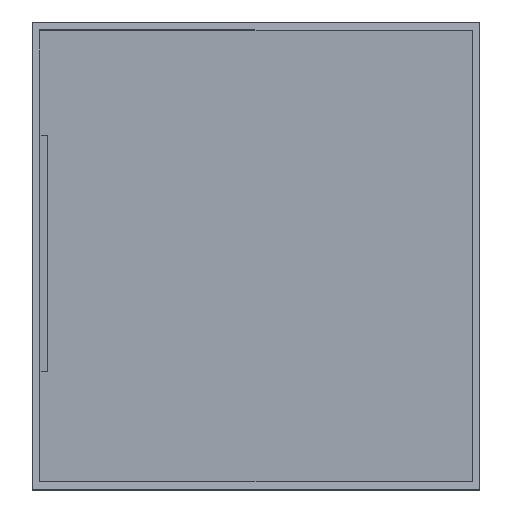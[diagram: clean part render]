
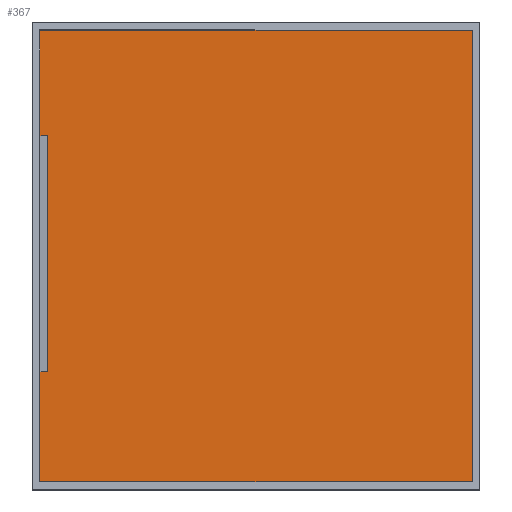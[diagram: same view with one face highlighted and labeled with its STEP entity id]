
A CAD part, top view. The second image highlights one B-rep face of the part: STEP entity #367.
In plain terms, the highlighted planar face has unit normal (0, 0, 1).
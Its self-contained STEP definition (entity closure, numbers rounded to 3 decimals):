
#37=FACE_OUTER_BOUND('',#58,.T.);
#58=EDGE_LOOP('',(#298,#299,#300,#301));
#81=LINE('',#539,#126);
#92=LINE('',#569,#137);
#95=LINE('',#575,#140);
#98=LINE('',#580,#143);
#126=VECTOR('',#440,10.);
#137=VECTOR('',#469,10.);
#140=VECTOR('',#474,10.);
#143=VECTOR('',#479,10.);
#166=VERTEX_POINT('',#536);
#167=VERTEX_POINT('',#538);
#177=VERTEX_POINT('',#568);
#179=VERTEX_POINT('',#574);
#203=EDGE_CURVE('',#167,#166,#81,.F.);
#218=EDGE_CURVE('',#177,#167,#92,.F.);
#221=EDGE_CURVE('',#179,#177,#95,.F.);
#224=EDGE_CURVE('',#166,#179,#98,.F.);
#298=ORIENTED_EDGE('',*,*,#203,.T.);
#299=ORIENTED_EDGE('',*,*,#224,.T.);
#300=ORIENTED_EDGE('',*,*,#221,.T.);
#301=ORIENTED_EDGE('',*,*,#218,.T.);
#347=PLANE('',#405);
#367=ADVANCED_FACE('',(#37),#347,.T.);
#405=AXIS2_PLACEMENT_3D('',#582,#481,#482);
#440=DIRECTION('',(0.,1.,0.));
#469=DIRECTION('',(1.,0.,0.));
#474=DIRECTION('',(0.,-1.,0.));
#479=DIRECTION('',(-1.,0.,0.));
#481=DIRECTION('center_axis',(0.,0.,1.));
#482=DIRECTION('ref_axis',(1.,0.,0.));
#536=CARTESIAN_POINT('',(-94.,26.,1.));
#538=CARTESIAN_POINT('',(-94.,83.5,1.));
#539=CARTESIAN_POINT('',(-94.,69.625,1.));
#568=CARTESIAN_POINT('',(-39.,83.5,1.));
#569=CARTESIAN_POINT('',(-52.25,83.5,1.));
#574=CARTESIAN_POINT('',(-39.,26.,1.));
#575=CARTESIAN_POINT('',(-39.,39.875,1.));
#580=CARTESIAN_POINT('',(-80.75,26.,1.));
#582=CARTESIAN_POINT('Origin',(-66.5,54.75,1.));
